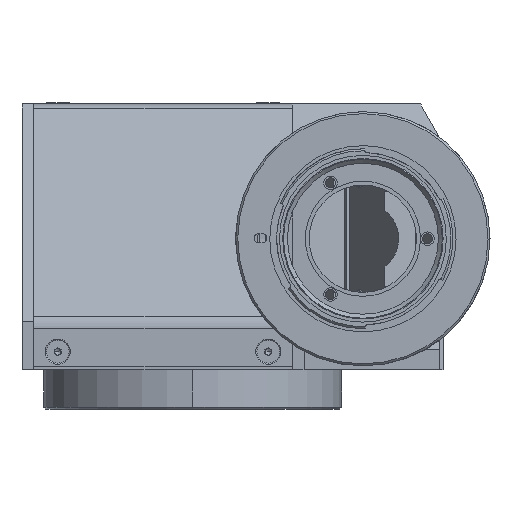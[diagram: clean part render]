
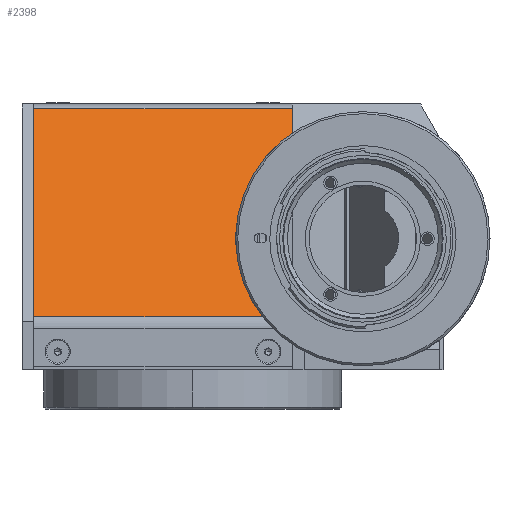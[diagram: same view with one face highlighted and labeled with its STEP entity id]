
A CAD part, left-side view. The second image highlights one B-rep face of the part: STEP entity #2398.
In plain terms, the highlighted planar face has unit normal (-0.707, 0, 0.707).
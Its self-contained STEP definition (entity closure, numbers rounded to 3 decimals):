
#84 = CARTESIAN_POINT ( 'NONE',  ( -34.414, 4., -20.167 ) ) ;
#196 = DIRECTION ( 'NONE',  ( 0., -1., 0. ) ) ;
#276 = VERTEX_POINT ( 'NONE', #10527 ) ;
#1136 = LINE ( 'NONE', #5870, #9642 ) ;
#1704 = VERTEX_POINT ( 'NONE', #11681 ) ;
#1867 = LINE ( 'NONE', #10155, #6415 ) ;
#1925 = LINE ( 'NONE', #84, #7214 ) ;
#2398 = ADVANCED_FACE ( 'NONE', ( #4389 ), #4448, .T. ) ;
#2408 = CARTESIAN_POINT ( 'NONE',  ( 18.581, 4., 32.828 ) ) ;
#3306 = VERTEX_POINT ( 'NONE', #4637 ) ;
#4316 = VERTEX_POINT ( 'NONE', #2408 ) ;
#4389 = FACE_OUTER_BOUND ( 'NONE', #5303, .T. ) ;
#4448 = PLANE ( 'NONE',  #8240 ) ;
#4637 = CARTESIAN_POINT ( 'NONE',  ( -33.828, 69., -19.581 ) ) ;
#5154 = ORIENTED_EDGE ( 'NONE', *, *, #6591, .F. ) ;
#5303 = EDGE_LOOP ( 'NONE', ( #7609, #5591, #5154, #6985 ) ) ;
#5591 = ORIENTED_EDGE ( 'NONE', *, *, #8869, .F. ) ;
#5870 = CARTESIAN_POINT ( 'NONE',  ( -34.414, 69., -20.167 ) ) ;
#6323 = DIRECTION ( 'NONE',  ( -0.707, 0., -0.707 ) ) ;
#6408 = CARTESIAN_POINT ( 'NONE',  ( -34.414, 104., -20.167 ) ) ;
#6415 = VECTOR ( 'NONE', #196, 1000. ) ;
#6591 = EDGE_CURVE ( 'NONE', #3306, #276, #1136, .T. ) ;
#6838 = DIRECTION ( 'NONE',  ( 0., 1., 0. ) ) ;
#6895 = LINE ( 'NONE', #10495, #10016 ) ;
#6939 = DIRECTION ( 'NONE',  ( 0.707, 0., 0.707 ) ) ;
#6985 = ORIENTED_EDGE ( 'NONE', *, *, #10850, .F. ) ;
#7214 = VECTOR ( 'NONE', #6323, 1000. ) ;
#7609 = ORIENTED_EDGE ( 'NONE', *, *, #9754, .F. ) ;
#8095 = DIRECTION ( 'NONE',  ( -0.707, 0., 0.707 ) ) ;
#8240 = AXIS2_PLACEMENT_3D ( 'NONE', #6408, #8095, #9944 ) ;
#8869 = EDGE_CURVE ( 'NONE', #276, #4316, #1867, .T. ) ;
#9642 = VECTOR ( 'NONE', #6939, 1000. ) ;
#9754 = EDGE_CURVE ( 'NONE', #4316, #1704, #1925, .T. ) ;
#9944 = DIRECTION ( 'NONE',  ( 0.707, 0., 0.707 ) ) ;
#10016 = VECTOR ( 'NONE', #6838, 1000. ) ;
#10155 = CARTESIAN_POINT ( 'NONE',  ( 18.581, 104., 32.828 ) ) ;
#10495 = CARTESIAN_POINT ( 'NONE',  ( -33.828, 104., -19.581 ) ) ;
#10527 = CARTESIAN_POINT ( 'NONE',  ( 18.581, 69., 32.828 ) ) ;
#10850 = EDGE_CURVE ( 'NONE', #1704, #3306, #6895, .T. ) ;
#11681 = CARTESIAN_POINT ( 'NONE',  ( -33.828, 4., -19.581 ) ) ;
